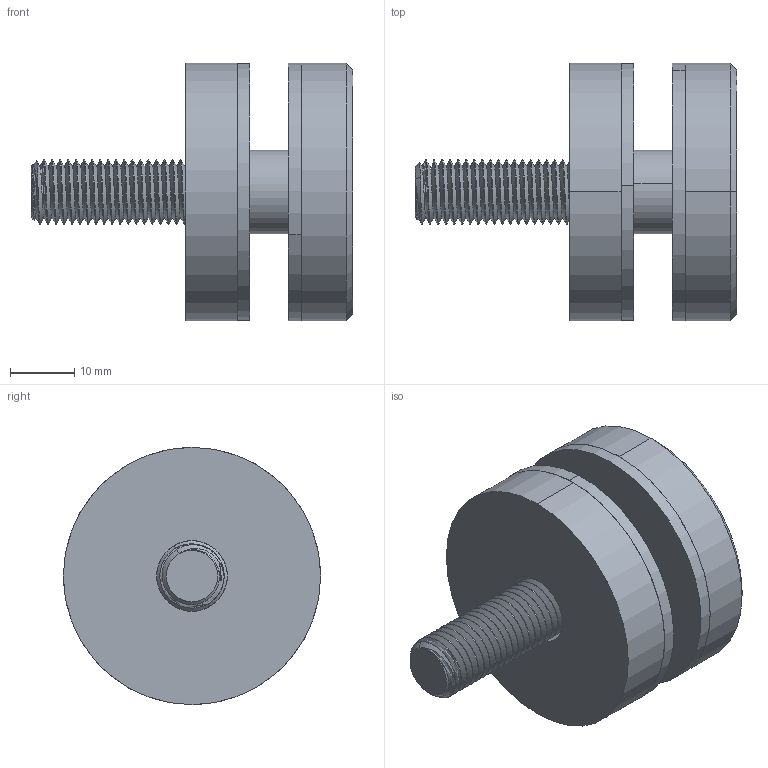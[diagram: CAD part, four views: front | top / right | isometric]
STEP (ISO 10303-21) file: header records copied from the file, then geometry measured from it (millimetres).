
FILE_DESCRIPTION (( 'STEP AP203' ), '1' );
FILE_NAME ('A_07640-000.STEP', '2019-03-05T09:42:25', ( '' ), ( '' ), 'SwSTEP 2.0', 'SolidWorks 2018', '' );
FILE_SCHEMA (( 'CONFIG_CONTROL_DESIGN' ));
Length unit declared in the file: millimetre
Products named in the file (6): A_07640-000.P1; A_07640-000.P2; A_07640-000; A_07640-000.P3; skrutka DIN 7991_M10x50_A2-70_RENDER; A_07640-000.P4
Assembly tree (6 placements, depth 2):
  A_07640-000
    A_07640-000.P1
    A_07640-000.P2
    A_07640-000.P3  x2
    A_07640-000.P4
    skrutka DIN 7991_M10x50_A2-70_RENDER
Bounding box: 50 x 40 x 40 mm (x, y, z)
Volume: 26618.9 mm3; surface area: 16217.1 mm2
Topology: 6 solids, 6 shells, 139 faces, 350 edges, 222 vertices
Faces by surface type: cylinder 93, plane 25, cone 18, bspline 3
Entity records: 9557 total; most frequent: CARTESIAN_POINT 6114, ORIENTED_EDGE 672, DIRECTION 515, EDGE_CURVE 336, VERTEX_POINT 214, AXIS2_PLACEMENT_3D 199, EDGE_LOOP 142, ADVANCED_FACE 133
